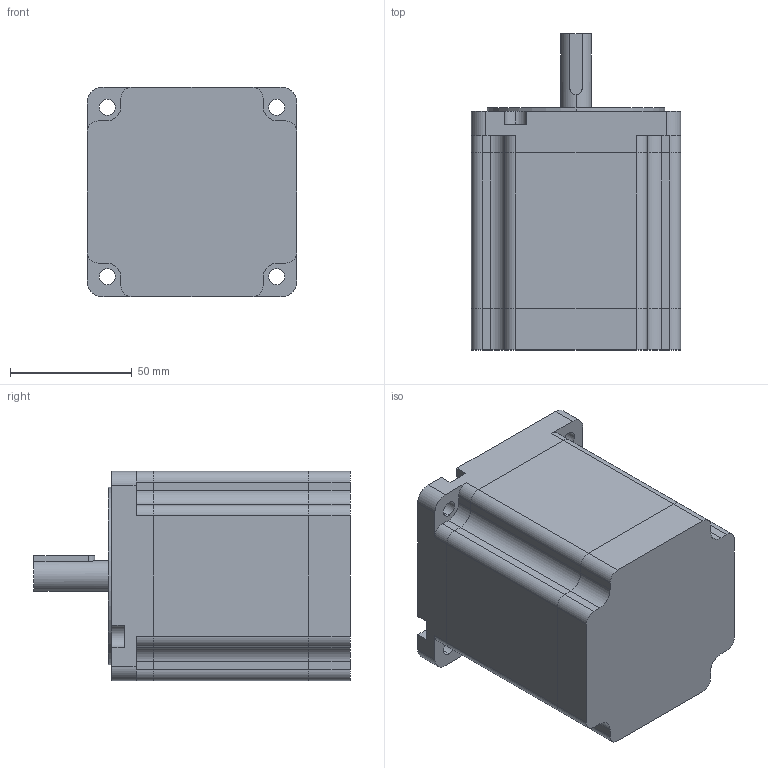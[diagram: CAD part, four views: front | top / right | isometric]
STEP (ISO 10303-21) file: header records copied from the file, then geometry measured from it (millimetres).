
FILE_DESCRIPTION (( 'STEP AP214' ), '1' );
FILE_NAME ('86HS98-D1232-009.STEP', '2020-07-30T03:15:08', ( 'wimxt.com' ), ( 'wimxt.com' ), 'SwSTEP 2.0', 'SolidWorks 2014', '' );
FILE_SCHEMA (( 'AUTOMOTIVE_DESIGN' ));
Length unit declared in the file: millimetre
Products named in the file (5): 5X5X25瑩; 86A6S4傷裔; 86A6菁釱; 86A6隅赽; 86HS98-D1232-009
Assembly tree (4 placements, depth 2):
  86HS98-D1232-009
    86A6隅赽
    86A6菁釱
    86A6S4傷裔
    5X5X25瑩
Bounding box: 86 x 130 x 86 mm (x, y, z)
Volume: 400682.5 mm3; surface area: 97976.5 mm2
Topology: 4 solids, 5 shells, 186 faces, 481 edges, 321 vertices
Faces by surface type: cylinder 100, plane 86
Entity records: 6007 total; most frequent: DIRECTION 1061, CARTESIAN_POINT 1031, ORIENTED_EDGE 962, EDGE_CURVE 481, AXIS2_PLACEMENT_3D 391, VERTEX_POINT 321, VECTOR 279, LINE 279
